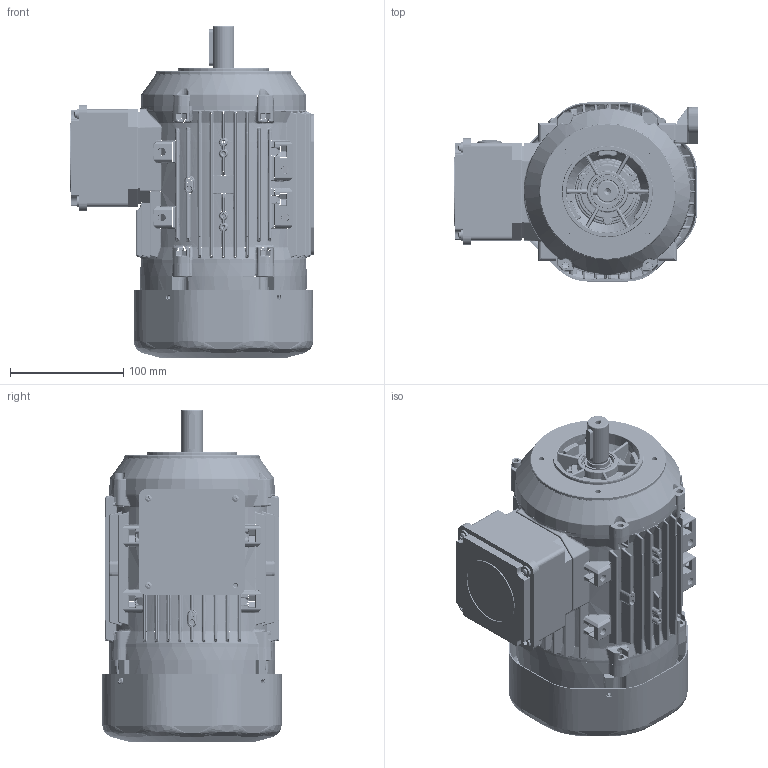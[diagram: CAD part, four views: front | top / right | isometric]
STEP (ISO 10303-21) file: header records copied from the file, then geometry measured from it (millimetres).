
FILE_DESCRIPTION(/* description */ (''),/* implementation_level */ '2;1');
FILE_NAME(/* name */ 'model1.stp',/* time_stamp */ '2024-08-01T15:36:10+03:00',/* author */ (''),/* organization */ (''),/* preprocessor_version */ 'ST-DEVELOPER v18.102',/* originating_system */ 'SIEMENS PLM Software NX2206.8101',/* authorisation */ '');
FILE_SCHEMA (('AUTOMOTIVE_DESIGN { 1 0 10303 214 3 1 1 1 }'));
Products named in the file (1): model1_260028D8E15Fjjrc
Bounding box: 215.5 x 158 x 293 mm (x, y, z)
Surface area: 344394.4 mm2 (no closed solid volume)
Topology: 0 solids, 668 shells, 5799 faces, 18843 edges, 12918 vertices
Faces by surface type: bspline 1947, cylinder 1735, plane 1188, cone 333, torus 332, sphere 264
Full cylindrical faces by diameter (mm): 3 x3, 3.3 x1, 3.5 x2, 4.6 x3, 5 x2, 8 x1, 19 x1, 19.2 x1, 19.55 x1, 20 x1, 20.2 x1, 57 x1, 61 x1, 80 x1
Entity records: 286136 total; most frequent: CARTESIAN_POINT 100029, DIRECTION 30166, ORIENTED_EDGE 28048, EDGE_CURVE 18504, VERTEX_POINT 12848, AXIS2_PLACEMENT_3D 12211, CIRCLE 6792, EDGE_LOOP 6159
